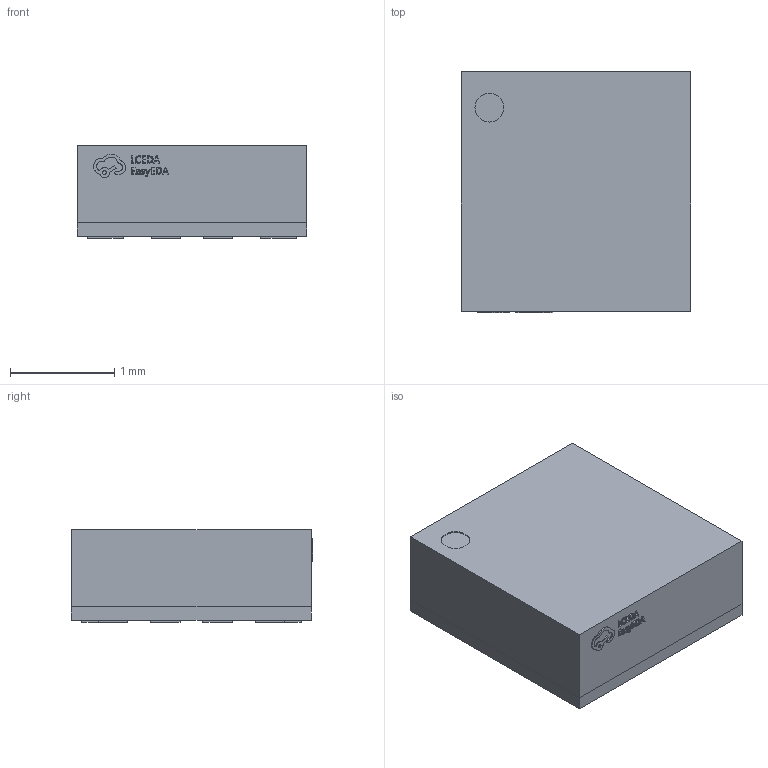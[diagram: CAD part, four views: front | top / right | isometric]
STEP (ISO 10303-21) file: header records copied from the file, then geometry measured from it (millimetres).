
FILE_DESCRIPTION (( 'STEP AP214' ), '1' );
FILE_NAME ('LGA-12_L2.3-W2.2-P0.50-TL.STEP', '2023-06-05T08:10:05', ( 'PC' ), ( 'Microsoft' ), 'SwSTEP 2.0', 'SolidWorks 2020', '' );
FILE_SCHEMA (( 'AUTOMOTIVE_DESIGN' ));
Length unit declared in the file: millimetre
Products named in the file (1): LGA-12_L2.3-W2.2-P0.50-TL
Bounding box: 2.2 x 2.31 x 0.89 mm (x, y, z)
Volume: 4.4 mm3; surface area: 28.4 mm2
Topology: 2 solids, 2 shells, 299 faces, 789 edges, 526 vertices
Faces by surface type: plane 199, bspline 98, cylinder 2
Entity records: 12991 total; most frequent: CARTESIAN_POINT 2921, ORIENTED_EDGE 1578, DIRECTION 997, EDGE_CURVE 789, VECTOR 585, LINE 585, VERTEX_POINT 526, EDGE_LOOP 331
